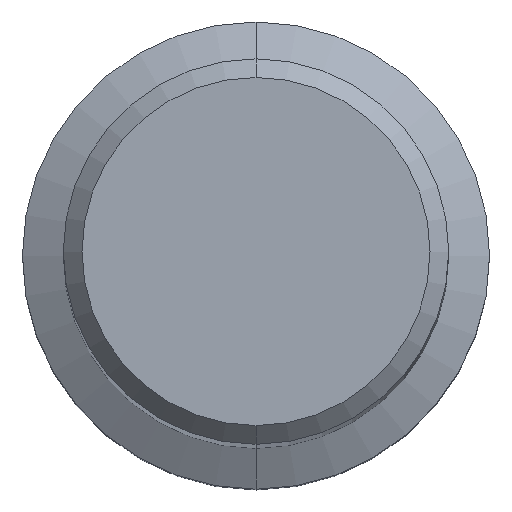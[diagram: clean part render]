
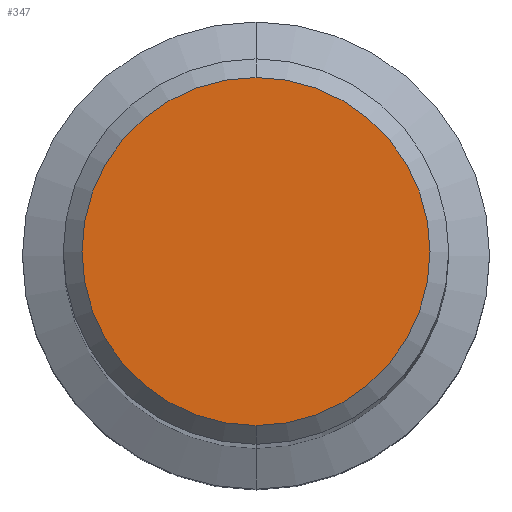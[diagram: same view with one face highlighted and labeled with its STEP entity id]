
A CAD part, top view. The second image highlights one B-rep face of the part: STEP entity #347.
In plain terms, the highlighted planar face has unit normal (0, 0, 1).
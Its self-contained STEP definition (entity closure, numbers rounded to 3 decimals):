
#295=VERTEX_POINT('',#664);
#347=ADVANCED_FACE('',(#720),#721,.T.);
#441=EDGE_CURVE('',#295,#511,#822,.T.);
#497=EDGE_CURVE('',#511,#295,#884,.T.);
#511=VERTEX_POINT('',#901);
#664=CARTESIAN_POINT('',(0.0,7.45,0.0));
#720=FACE_OUTER_BOUND('',#1297,.T.);
#721=PLANE('',#1298);
#822=CIRCLE('',#1560,7.45);
#884=CIRCLE('',#1652,7.45);
#901=CARTESIAN_POINT('',(0.,-7.45,0.0));
#1297=EDGE_LOOP('',(#1924,#1925));
#1298=AXIS2_PLACEMENT_3D('',#1926,#1927,#1928);
#1560=AXIS2_PLACEMENT_3D('',#2023,#2024,#2025);
#1652=AXIS2_PLACEMENT_3D('',#2094,#2095,#2096);
#1924=ORIENTED_EDGE('',*,*,#441,.F.);
#1925=ORIENTED_EDGE('',*,*,#497,.F.);
#1926=CARTESIAN_POINT('',(0.0,3.725,0.0));
#1927=DIRECTION('',(-0.0,0.0,1.0));
#1928=DIRECTION('',(0.0,-1.0,0.0));
#2023=CARTESIAN_POINT('',(0.0,0.0,0.0));
#2024=DIRECTION('',(0.0,0.0,-1.0));
#2025=DIRECTION('',(0.0,1.0,0.0));
#2094=CARTESIAN_POINT('',(0.0,0.0,0.0));
#2095=DIRECTION('',(0.0,0.0,-1.0));
#2096=DIRECTION('',(0.0,1.0,0.0));
